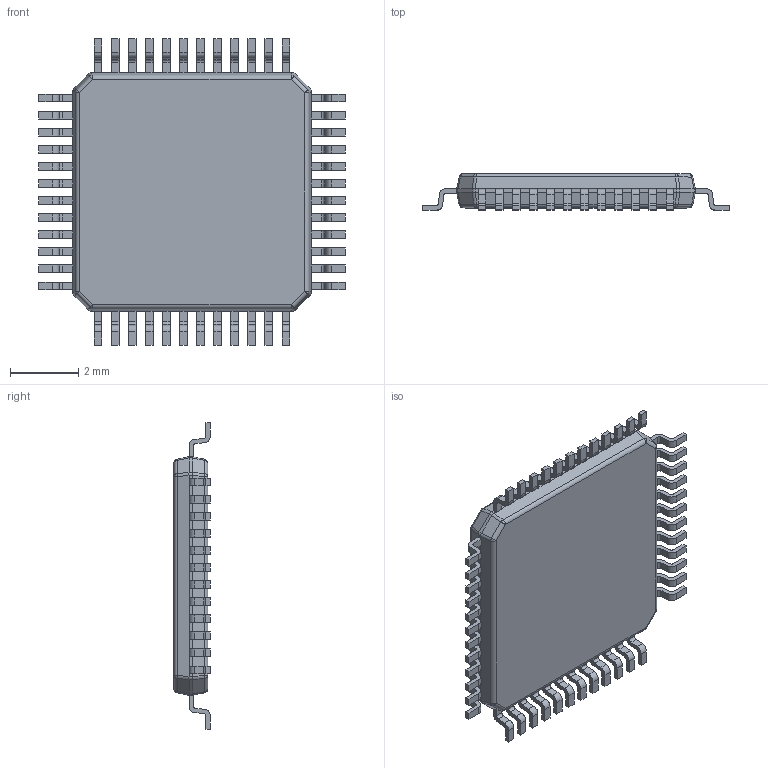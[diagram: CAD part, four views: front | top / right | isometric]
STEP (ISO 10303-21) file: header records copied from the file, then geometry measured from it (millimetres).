
FILE_DESCRIPTION((''),'2;1');
FILE_NAME('VBC48A_ASM','2012-02-17T',('CKXSSC'),(''),'PRO/ENGINEER BY PARAMETRIC TECHNOLOGY CORPORATION, 2011220','PRO/ENGINEER BY PARAMETRIC TECHNOLOGY CORPORATION, 2011220','');
FILE_SCHEMA(('AUTOMOTIVE_DESIGN_CC2 { 1 2 10303 214 -1 1 5 2 }'));
Length unit declared in the file: millimetre
Products named in the file (3): BODY_VBC48A; LEAD_VBC48A; VBC48A_ASM
Assembly tree (49 placements, depth 2):
  VBC48A_ASM
    BODY_VBC48A
    LEAD_VBC48A  x48
Bounding box: 9 x 1.07 x 9 mm (x, y, z)
Volume: 49.1 mm3; surface area: 165.3 mm2
Topology: 49 solids, 49 shells, 757 faces, 1926 edges, 1268 vertices
Faces by surface type: plane 507, cylinder 234, sphere 16
Entity records: 4053 total; most frequent: CARTESIAN_POINT 701, DIRECTION 548, ORIENTED_EDGE 468, PRESENTATION_STYLE_ASSIGNMENT 236, STYLED_ITEM 236, CURVE_STYLE 234, EDGE_CURVE 234, AXIS2_PLACEMENT_3D 211
